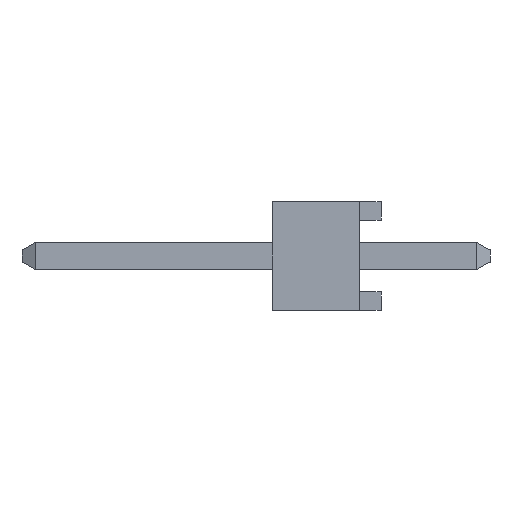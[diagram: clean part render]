
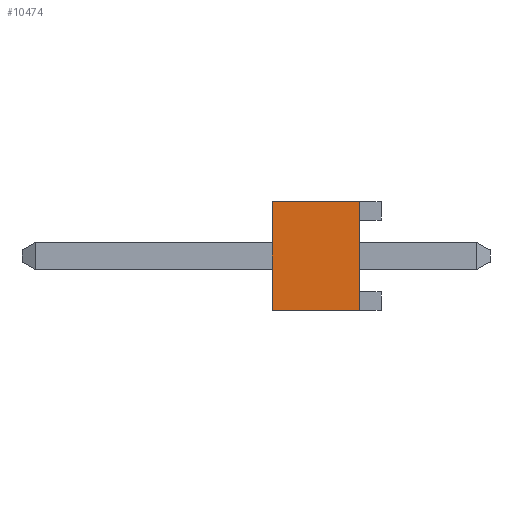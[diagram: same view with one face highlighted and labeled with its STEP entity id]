
A CAD part, left-side view. The second image highlights one B-rep face of the part: STEP entity #10474.
In plain terms, the highlighted planar face has unit normal (-1, 0, 0).
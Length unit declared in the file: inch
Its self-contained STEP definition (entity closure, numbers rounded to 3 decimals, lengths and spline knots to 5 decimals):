
#8632 = VERTEX_POINT ( 'NONE', #14782 ) ;
#8663 = VERTEX_POINT ( 'NONE', #14726 ) ;
#8678 = EDGE_CURVE ( 'NONE', #8632, #8681, #14839, .T. ) ;
#8681 = VERTEX_POINT ( 'NONE', #14829 ) ;
#8822 = EDGE_CURVE ( 'NONE', #8853, #8632, #15171, .T. ) ;
#8853 = VERTEX_POINT ( 'NONE', #15345 ) ;
#8855 = EDGE_CURVE ( 'NONE', #8853, #8663, #15343, .T. ) ;
#9074 = EDGE_CURVE ( 'NONE', #8663, #8681, #15778, .T. ) ;
#10256 = ORIENTED_EDGE ( 'NONE', *, *, #9074, .T. ) ;
#10310 = ORIENTED_EDGE ( 'NONE', *, *, #8678, .F. ) ;
#10415 = ORIENTED_EDGE ( 'NONE', *, *, #8822, .F. ) ;
#10420 = EDGE_LOOP ( 'NONE', ( #10256, #10310, #10415, #10435 ) ) ;
#10435 = ORIENTED_EDGE ( 'NONE', *, *, #8855, .T. ) ;
#10474 = ADVANCED_FACE ( 'NONE', ( #18370 ), #18366, .F. ) ;
#14726 = CARTESIAN_POINT ( 'NONE',  ( -0.8, 0.1, -0.05 ) ) ;
#14727 = VECTOR ( 'NONE', #14828, 39.37008 ) ;
#14782 = CARTESIAN_POINT ( 'NONE',  ( -0.8, 0.02, 0.05 ) ) ;
#14828 = DIRECTION ( 'NONE',  ( 0., 0., -1. ) ) ;
#14829 = CARTESIAN_POINT ( 'NONE',  ( -0.8, 0.02, -0.05 ) ) ;
#14839 = LINE ( 'NONE', #14907, #14727 ) ;
#14907 = CARTESIAN_POINT ( 'NONE',  ( -0.8, 0.02, 0.05 ) ) ;
#15104 = DIRECTION ( 'NONE',  ( 0., -1., 0. ) ) ;
#15105 = VECTOR ( 'NONE', #15104, 39.37008 ) ;
#15106 = CARTESIAN_POINT ( 'NONE',  ( -0.8, 0.1, 0.05 ) ) ;
#15171 = LINE ( 'NONE', #15106, #15105 ) ;
#15261 = DIRECTION ( 'NONE',  ( 0., 0., -1. ) ) ;
#15262 = VECTOR ( 'NONE', #15261, 39.37008 ) ;
#15263 = CARTESIAN_POINT ( 'NONE',  ( -0.8, 0.1, 0.05 ) ) ;
#15343 = LINE ( 'NONE', #15263, #15262 ) ;
#15345 = CARTESIAN_POINT ( 'NONE',  ( -0.8, 0.1, 0.05 ) ) ;
#15769 = DIRECTION ( 'NONE',  ( 0., -1., 0. ) ) ;
#15770 = VECTOR ( 'NONE', #15769, 39.37008 ) ;
#15777 = CARTESIAN_POINT ( 'NONE',  ( -0.8, 0.1, -0.05 ) ) ;
#15778 = LINE ( 'NONE', #15777, #15770 ) ;
#18316 = DIRECTION ( 'NONE',  ( 0., 1., 0. ) ) ;
#18317 = DIRECTION ( 'NONE',  ( 1., 0., 0. ) ) ;
#18318 = CARTESIAN_POINT ( 'NONE',  ( -0.8, 0.1, 0.05 ) ) ;
#18365 = AXIS2_PLACEMENT_3D ( 'NONE', #18318, #18317, #18316 ) ;
#18366 = PLANE ( 'NONE',  #18365 ) ;
#18370 = FACE_OUTER_BOUND ( 'NONE', #10420, .T. ) ;
